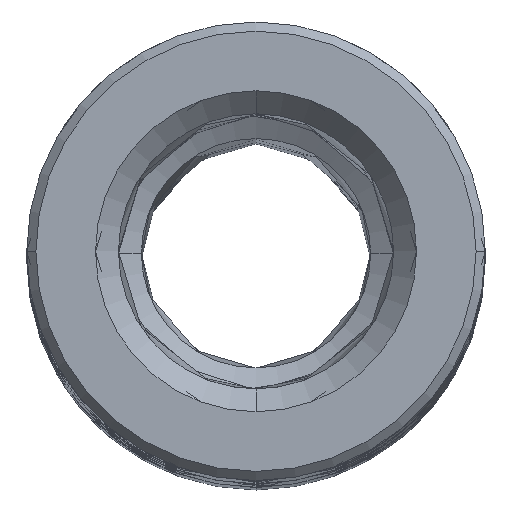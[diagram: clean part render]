
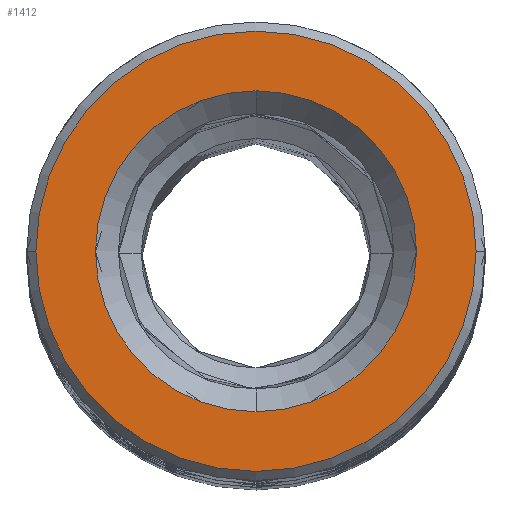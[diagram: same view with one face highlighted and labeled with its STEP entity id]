
A CAD part, top view. The second image highlights one B-rep face of the part: STEP entity #1412.
In plain terms, the highlighted free-form (B-spline) face has degree [1, 1] with [2, 2] control points.
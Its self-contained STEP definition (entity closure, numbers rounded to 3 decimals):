
#463=CARTESIAN_POINT('',(0.,0.,59.));
#464=DIRECTION('',(0.,0.,1.));
#465=DIRECTION('',(1.,0.,0.));
#466=AXIS2_PLACEMENT_3D('',#463,#464,#465);
#479=CARTESIAN_POINT('',(0.,0.,59.));
#480=DIRECTION('',(0.,0.,1.));
#481=DIRECTION('',(0.,1.,0.));
#482=AXIS2_PLACEMENT_3D('',#479,#480,#481);
#487=CARTESIAN_POINT('',(0.,0.,59.));
#488=DIRECTION('',(0.,0.,1.));
#489=DIRECTION('',(0.,-1.,0.));
#490=AXIS2_PLACEMENT_3D('',#487,#488,#489);
#495=CARTESIAN_POINT('',(0.,0.,59.));
#496=DIRECTION('',(0.,0.,1.));
#497=DIRECTION('',(-1.,0.,0.));
#498=AXIS2_PLACEMENT_3D('',#495,#496,#497);
#735=CARTESIAN_POINT('',(4.8,0.,59.));
#736=CARTESIAN_POINT('',(-4.8,0.,59.));
#737=VERTEX_POINT('',#735);
#738=VERTEX_POINT('',#736);
#787=CARTESIAN_POINT('',(0.,3.5,59.));
#788=CARTESIAN_POINT('',(0.,-3.5,59.));
#789=VERTEX_POINT('',#787);
#790=VERTEX_POINT('',#788);
#1396=CARTESIAN_POINT('',(-4.992,-4.992,59.));
#1397=CARTESIAN_POINT('',(-4.992,4.992,59.));
#1398=CARTESIAN_POINT('',(4.992,-4.992,59.));
#1399=CARTESIAN_POINT('',(4.992,4.992,59.));
#1400=B_SPLINE_SURFACE_WITH_KNOTS('',1,1,((#1396,#1397),(#1398,#1399)),
.UNSPECIFIED.,.F.,.F.,.F.,(2,2),(2,2),(-4.992,4.992),(-4.992,4.992),
.UNSPECIFIED.);
#1401=ORIENTED_EDGE('',*,*,#1386,.F.);
#1403=ORIENTED_EDGE('',*,*,#1402,.F.);
#1404=EDGE_LOOP('',(#1401,#1403));
#1405=FACE_OUTER_BOUND('',#1404,.F.);
#1407=ORIENTED_EDGE('',*,*,#1406,.T.);
#1409=ORIENTED_EDGE('',*,*,#1408,.T.);
#1410=EDGE_LOOP('',(#1407,#1409));
#1411=FACE_BOUND('',#1410,.F.);
#1412=ADVANCED_FACE('',(#1405,#1411),#1400,.T.);
#467=CIRCLE('',#466,4.8);
#483=CIRCLE('',#482,3.5);
#491=CIRCLE('',#490,3.5);
#499=CIRCLE('',#498,4.8);
#1386=EDGE_CURVE('',#737,#738,#467,.T.);
#1402=EDGE_CURVE('',#738,#737,#499,.T.);
#1406=EDGE_CURVE('',#789,#790,#483,.T.);
#1408=EDGE_CURVE('',#790,#789,#491,.T.);
